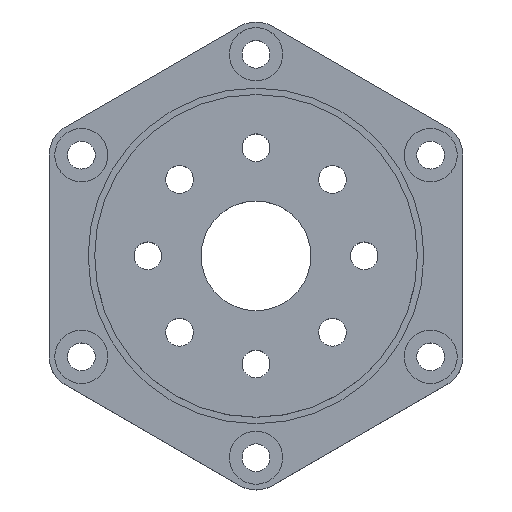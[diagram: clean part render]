
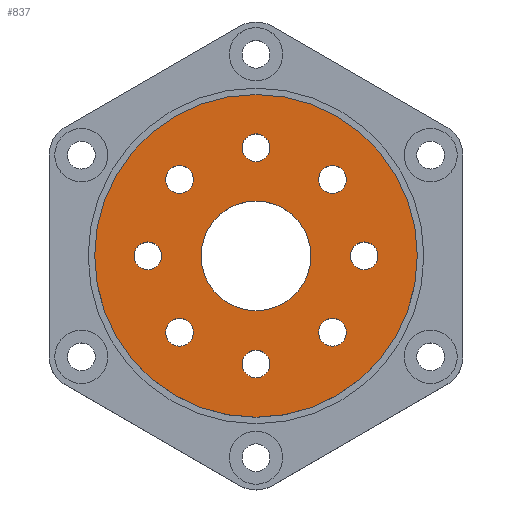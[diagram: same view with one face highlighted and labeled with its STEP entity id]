
A CAD part, top view. The second image highlights one B-rep face of the part: STEP entity #837.
In plain terms, the highlighted planar face has unit normal (0, 0, 1).
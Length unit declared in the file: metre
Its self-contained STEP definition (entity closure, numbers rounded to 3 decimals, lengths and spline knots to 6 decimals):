
#81=PLANE('',#959);
#197=ORIENTED_EDGE('',*,*,#355,.T.);
#198=ORIENTED_EDGE('',*,*,#356,.T.);
#199=ORIENTED_EDGE('',*,*,#357,.T.);
#200=ORIENTED_EDGE('',*,*,#358,.T.);
#201=ORIENTED_EDGE('',*,*,#359,.T.);
#202=ORIENTED_EDGE('',*,*,#360,.T.);
#203=ORIENTED_EDGE('',*,*,#361,.T.);
#204=ORIENTED_EDGE('',*,*,#362,.T.);
#205=ORIENTED_EDGE('',*,*,#354,.T.);
#206=ORIENTED_EDGE('',*,*,#363,.F.);
#354=EDGE_CURVE('',#432,#432,#504,.T.);
#355=EDGE_CURVE('',#433,#433,#505,.F.);
#356=EDGE_CURVE('',#434,#434,#506,.F.);
#357=EDGE_CURVE('',#435,#435,#507,.F.);
#358=EDGE_CURVE('',#436,#436,#508,.F.);
#359=EDGE_CURVE('',#437,#437,#509,.F.);
#360=EDGE_CURVE('',#438,#438,#510,.F.);
#361=EDGE_CURVE('',#439,#439,#511,.F.);
#362=EDGE_CURVE('',#440,#440,#512,.F.);
#363=EDGE_CURVE('',#441,#441,#513,.T.);
#432=VERTEX_POINT('',#1458);
#433=VERTEX_POINT('',#1461);
#434=VERTEX_POINT('',#1463);
#435=VERTEX_POINT('',#1465);
#436=VERTEX_POINT('',#1467);
#437=VERTEX_POINT('',#1469);
#438=VERTEX_POINT('',#1471);
#439=VERTEX_POINT('',#1473);
#440=VERTEX_POINT('',#1475);
#441=VERTEX_POINT('',#1477);
#504=CIRCLE('',#958,0.025);
#505=CIRCLE('',#960,0.00215);
#506=CIRCLE('',#961,0.00215);
#507=CIRCLE('',#962,0.00215);
#508=CIRCLE('',#963,0.00215);
#509=CIRCLE('',#964,0.00215);
#510=CIRCLE('',#965,0.00215);
#511=CIRCLE('',#966,0.00215);
#512=CIRCLE('',#967,0.00215);
#513=CIRCLE('',#968,0.0085);
#577=EDGE_LOOP('',(#197));
#578=EDGE_LOOP('',(#198));
#579=EDGE_LOOP('',(#199));
#580=EDGE_LOOP('',(#200));
#581=EDGE_LOOP('',(#201));
#582=EDGE_LOOP('',(#202));
#583=EDGE_LOOP('',(#203));
#584=EDGE_LOOP('',(#204));
#585=EDGE_LOOP('',(#205));
#586=EDGE_LOOP('',(#206));
#705=FACE_BOUND('',#577,.T.);
#706=FACE_BOUND('',#578,.T.);
#707=FACE_BOUND('',#579,.T.);
#708=FACE_BOUND('',#580,.T.);
#709=FACE_BOUND('',#581,.T.);
#710=FACE_BOUND('',#582,.T.);
#711=FACE_BOUND('',#583,.T.);
#712=FACE_BOUND('',#584,.T.);
#713=FACE_BOUND('',#585,.T.);
#714=FACE_BOUND('',#586,.T.);
#837=ADVANCED_FACE('',(#705,#706,#707,#708,#709,#710,#711,#712,#713,#714),
#81,.T.);
#958=AXIS2_PLACEMENT_3D('',#1457,#1188,#1189);
#959=AXIS2_PLACEMENT_3D('',#1459,#1190,#1191);
#960=AXIS2_PLACEMENT_3D('',#1460,#1192,#1193);
#961=AXIS2_PLACEMENT_3D('',#1462,#1194,#1195);
#962=AXIS2_PLACEMENT_3D('',#1464,#1196,#1197);
#963=AXIS2_PLACEMENT_3D('',#1466,#1198,#1199);
#964=AXIS2_PLACEMENT_3D('',#1468,#1200,#1201);
#965=AXIS2_PLACEMENT_3D('',#1470,#1202,#1203);
#966=AXIS2_PLACEMENT_3D('',#1472,#1204,#1205);
#967=AXIS2_PLACEMENT_3D('',#1474,#1206,#1207);
#968=AXIS2_PLACEMENT_3D('',#1476,#1208,#1209);
#1188=DIRECTION('',(0.,0.,1.));
#1189=DIRECTION('',(1.,0.,0.));
#1190=DIRECTION('',(0.,0.,1.));
#1191=DIRECTION('',(1.,0.,0.));
#1192=DIRECTION('',(0.,0.,1.));
#1193=DIRECTION('',(1.,0.,0.));
#1194=DIRECTION('',(0.,0.,1.));
#1195=DIRECTION('',(1.,0.,0.));
#1196=DIRECTION('',(0.,0.,1.));
#1197=DIRECTION('',(1.,0.,0.));
#1198=DIRECTION('',(0.,0.,1.));
#1199=DIRECTION('',(1.,0.,0.));
#1200=DIRECTION('',(0.,0.,1.));
#1201=DIRECTION('',(1.,0.,0.));
#1202=DIRECTION('',(0.,0.,1.));
#1203=DIRECTION('',(1.,0.,0.));
#1204=DIRECTION('',(0.,0.,1.));
#1205=DIRECTION('',(1.,0.,0.));
#1206=DIRECTION('',(0.,0.,1.));
#1207=DIRECTION('',(1.,0.,0.));
#1208=DIRECTION('',(0.,0.,1.));
#1209=DIRECTION('',(1.,0.,0.));
#1457=CARTESIAN_POINT('',(0.,0.,0.025));
#1458=CARTESIAN_POINT('',(0.025,0.,0.025));
#1459=CARTESIAN_POINT('',(0.,0.,0.025));
#1460=CARTESIAN_POINT('',(-0.011844,-0.011844,0.025));
#1461=CARTESIAN_POINT('',(-0.009694,-0.011844,0.025));
#1462=CARTESIAN_POINT('',(0.,-0.01675,0.025));
#1463=CARTESIAN_POINT('',(0.00215,-0.01675,0.025));
#1464=CARTESIAN_POINT('',(0.011844,-0.011844,0.025));
#1465=CARTESIAN_POINT('',(0.013994,-0.011844,0.025));
#1466=CARTESIAN_POINT('',(0.01675,0.,0.025));
#1467=CARTESIAN_POINT('',(0.0189,0.,0.025));
#1468=CARTESIAN_POINT('',(0.011844,0.011844,0.025));
#1469=CARTESIAN_POINT('',(0.013994,0.011844,0.025));
#1470=CARTESIAN_POINT('',(0.,0.01675,0.025));
#1471=CARTESIAN_POINT('',(0.00215,0.01675,0.025));
#1472=CARTESIAN_POINT('',(-0.011844,0.011844,0.025));
#1473=CARTESIAN_POINT('',(-0.009694,0.011844,0.025));
#1474=CARTESIAN_POINT('',(-0.01675,0.,0.025));
#1475=CARTESIAN_POINT('',(-0.0146,0.,0.025));
#1476=CARTESIAN_POINT('',(0.,0.,0.025));
#1477=CARTESIAN_POINT('',(0.0085,0.,0.025));
